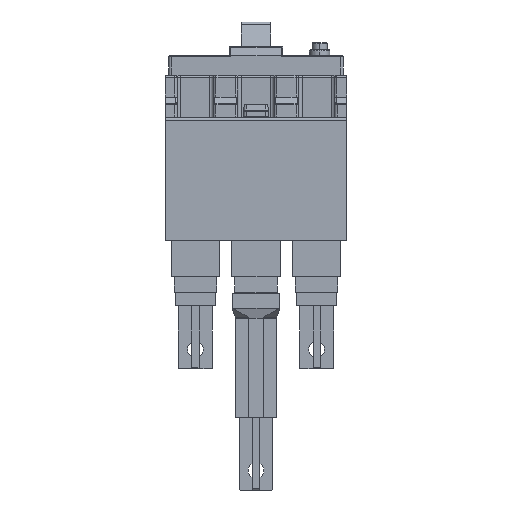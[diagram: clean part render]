
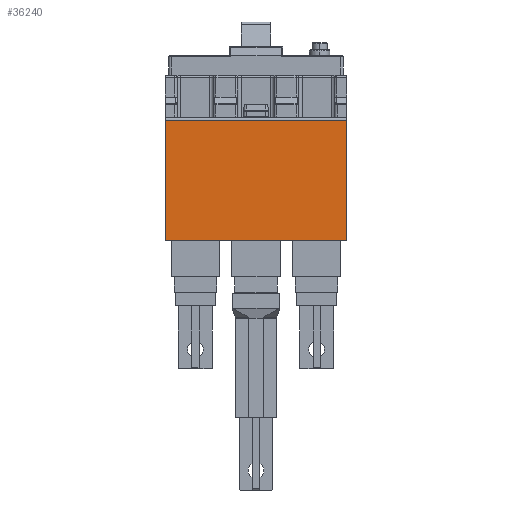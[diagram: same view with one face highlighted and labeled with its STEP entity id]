
A CAD part, front view. The second image highlights one B-rep face of the part: STEP entity #36240.
In plain terms, the highlighted planar face has unit normal (0, -1, 0).
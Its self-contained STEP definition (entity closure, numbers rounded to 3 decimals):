
#30450=CARTESIAN_POINT('',(-126.988,-433.297,80.));
#30460=VERTEX_POINT('',#30450);
#30490=CARTESIAN_POINT('',(-126.988,-433.297,30.504
));
#30500=DIRECTION('',(0.,0.,1.));
#30510=VECTOR('',#30500,1.);
#30520=LINE('',#30490,#30510);
#30530=CARTESIAN_POINT('',(-126.988,-433.297,30.504
));
#30540=VERTEX_POINT('',#30530);
#30550=EDGE_CURVE('',#30540,#30460,#30520,.T.);
#30950=CARTESIAN_POINT('',(-52.089,-433.297,30.504
));
#30960=VERTEX_POINT('',#30950);
#30990=CARTESIAN_POINT('',(-52.089,-433.297,0.));
#31000=DIRECTION('',(0.,0.,-1.));
#31010=VECTOR('',#31000,1.);
#31020=LINE('',#30990,#31010);
#31030=CARTESIAN_POINT('',(-52.089,-433.297,80.));
#31040=VERTEX_POINT('',#31030);
#31050=EDGE_CURVE('',#31040,#30960,#31020,.T.);
#31540=CARTESIAN_POINT('',(0.,-433.297,80.));
#31550=DIRECTION('',(1.,0.,0.));
#31560=VECTOR('',#31550,1.);
#31570=LINE('',#31540,#31560);
#31580=EDGE_CURVE('',#30460,#31040,#31570,.T.);
#36080=CARTESIAN_POINT('',(-126.988,-433.297,29.504
));
#36090=DIRECTION('',(0.,-1.,0.));
#36100=DIRECTION('',(0.,0.,-1.));
#36110=AXIS2_PLACEMENT_3D('',#36080,#36090,#36100);
#36120=PLANE('',#36110);
#36130=CARTESIAN_POINT('',(0.,-433.297,30.504));
#36140=DIRECTION('',(-1.,0.,0.));
#36150=VECTOR('',#36140,1.);
#36160=LINE('',#36130,#36150);
#36170=EDGE_CURVE('',#30960,#30540,#36160,.T.);
#36180=ORIENTED_EDGE('',*,*,#36170,.F.);
#36190=ORIENTED_EDGE('',*,*,#30550,.F.);
#36200=ORIENTED_EDGE('',*,*,#31580,.F.);
#36210=ORIENTED_EDGE('',*,*,#31050,.F.);
#36220=EDGE_LOOP('',(#36210,#36200,#36190,#36180));
#36230=FACE_OUTER_BOUND('',#36220,.T.);
#36240=ADVANCED_FACE('',(#36230),#36120,.T.);
